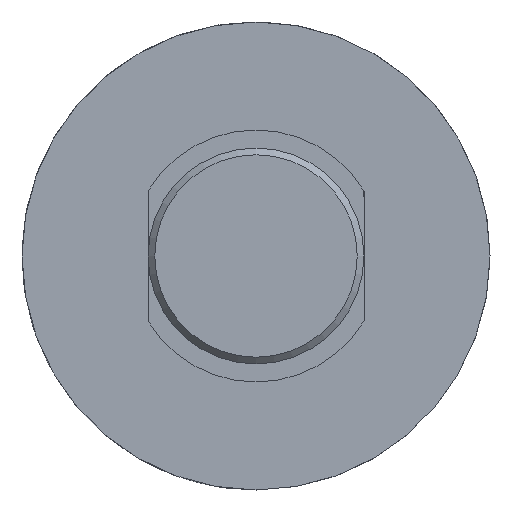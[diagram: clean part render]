
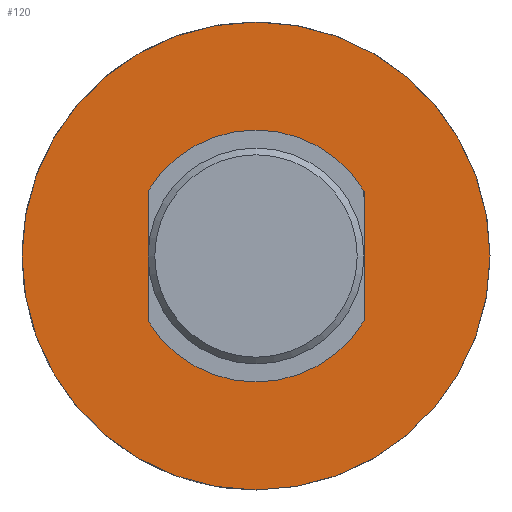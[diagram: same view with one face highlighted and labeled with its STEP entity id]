
A CAD part, left-side view. The second image highlights one B-rep face of the part: STEP entity #120.
In plain terms, the highlighted face is planar.
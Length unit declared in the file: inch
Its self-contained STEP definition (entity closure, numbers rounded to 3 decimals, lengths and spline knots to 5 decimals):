
#50=FACE_BOUND('',#249,.F.);
#51=FACE_BOUND('',#250,.F.);
#69=CIRCLE('',#874,1.625);
#70=CIRCLE('',#876,0.875);
#71=CIRCLE('',#877,0.875);
#120=ADVANCED_FACE('',(#50,#51),#165,.F.);
#165=PLANE('',#878);
#249=EDGE_LOOP('',(#438,#439,#440,#441));
#250=EDGE_LOOP('',(#442));
#438=ORIENTED_EDGE('',*,*,#638,.T.);
#439=ORIENTED_EDGE('',*,*,#639,.T.);
#440=ORIENTED_EDGE('',*,*,#640,.T.);
#441=ORIENTED_EDGE('',*,*,#641,.T.);
#442=ORIENTED_EDGE('',*,*,#637,.T.);
#536=VERTEX_POINT('',#1300);
#537=VERTEX_POINT('',#1303);
#538=VERTEX_POINT('',#1304);
#539=VERTEX_POINT('',#1306);
#540=VERTEX_POINT('',#1308);
#637=EDGE_CURVE('',#536,#536,#69,.T.);
#638=EDGE_CURVE('',#537,#538,#735,.T.);
#639=EDGE_CURVE('',#538,#539,#70,.T.);
#640=EDGE_CURVE('',#539,#540,#736,.T.);
#641=EDGE_CURVE('',#540,#537,#71,.T.);
#735=LINE('',#1302,#823);
#736=LINE('',#1307,#824);
#823=VECTOR('',#1067,1.);
#824=VECTOR('',#1070,1.);
#874=AXIS2_PLACEMENT_3D('',#1299,#1063,#1064);
#876=AXIS2_PLACEMENT_3D('',#1305,#1068,#1069);
#877=AXIS2_PLACEMENT_3D('',#1309,#1071,#1072);
#878=AXIS2_PLACEMENT_3D('',#1310,#1073,#1074);
#1063=DIRECTION('',(-1.,0.,0.));
#1064=DIRECTION('',(0.,0.,-1.));
#1067=DIRECTION('',(0.,0.,1.));
#1068=DIRECTION('',(1.,0.,0.));
#1069=DIRECTION('',(0.,0.,-1.));
#1070=DIRECTION('',(0.,0.,-1.));
#1071=DIRECTION('',(1.,0.,0.));
#1072=DIRECTION('',(0.,0.,-1.));
#1073=DIRECTION('',(-1.,0.,0.));
#1074=DIRECTION('',(0.,-1.,0.));
#1299=CARTESIAN_POINT('',(3.0625,0.,0.));
#1300=CARTESIAN_POINT('',(3.0625,0.,-1.625));
#1302=CARTESIAN_POINT('',(3.0625,0.75,-0.625));
#1303=CARTESIAN_POINT('',(3.0625,0.75,-0.45069));
#1304=CARTESIAN_POINT('',(3.0625,0.75,0.45069));
#1305=CARTESIAN_POINT('',(3.0625,0.,0.));
#1306=CARTESIAN_POINT('',(3.0625,-0.75,0.45069));
#1307=CARTESIAN_POINT('',(3.0625,-0.75,-0.625));
#1308=CARTESIAN_POINT('',(3.0625,-0.75,-0.45069));
#1309=CARTESIAN_POINT('',(3.0625,0.,0.));
#1310=CARTESIAN_POINT('',(3.0625,0.,-1.25));
